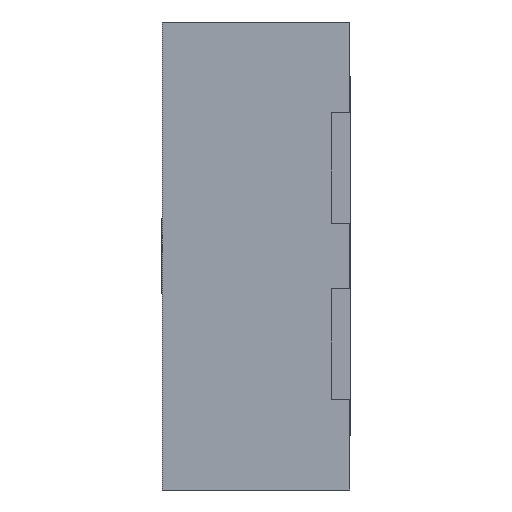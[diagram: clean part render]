
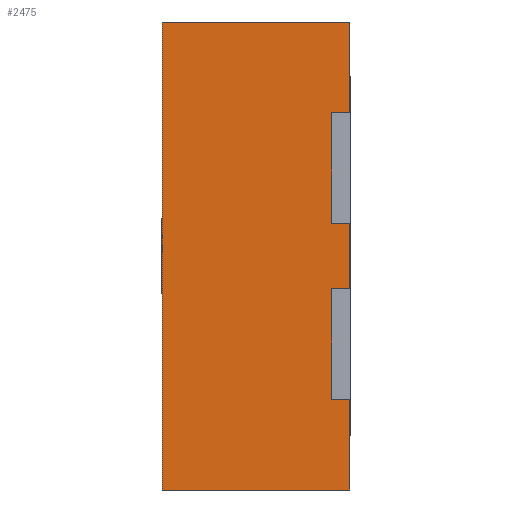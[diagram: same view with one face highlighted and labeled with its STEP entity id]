
A CAD part, left-side view. The second image highlights one B-rep face of the part: STEP entity #2475.
In plain terms, the highlighted planar face has unit normal (-1, 0, 0).
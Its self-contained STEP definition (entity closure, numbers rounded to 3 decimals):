
#38 = VERTEX_POINT ( 'NONE', #2209 ) ;
#91 = VECTOR ( 'NONE', #993, 1000. ) ;
#133 = CARTESIAN_POINT ( 'NONE',  ( 0., 1.2, 0. ) ) ;
#151 = EDGE_CURVE ( 'NONE', #2159, #2522, #168, .T. ) ;
#164 = VERTEX_POINT ( 'NONE', #2320 ) ;
#168 = LINE ( 'NONE', #2066, #2186 ) ;
#205 = VECTOR ( 'NONE', #1111, 1000. ) ;
#276 = ORIENTED_EDGE ( 'NONE', *, *, #2773, .T. ) ;
#291 = EDGE_CURVE ( 'NONE', #987, #2669, #2193, .T. ) ;
#351 = LINE ( 'NONE', #2581, #2811 ) ;
#408 = EDGE_CURVE ( 'NONE', #2159, #1570, #964, .T. ) ;
#542 = ORIENTED_EDGE ( 'NONE', *, *, #291, .F. ) ;
#607 = CARTESIAN_POINT ( 'NONE',  ( 0., 0.115, -0.58 ) ) ;
#609 = ORIENTED_EDGE ( 'NONE', *, *, #2292, .F. ) ;
#614 = VECTOR ( 'NONE', #1718, 1000. ) ;
#660 = CARTESIAN_POINT ( 'NONE',  ( 0., 0.115, -2.42 ) ) ;
#661 = DIRECTION ( 'NONE',  ( 0., 0., 1. ) ) ;
#689 = ORIENTED_EDGE ( 'NONE', *, *, #1772, .T. ) ;
#741 = ORIENTED_EDGE ( 'NONE', *, *, #2132, .F. ) ;
#772 = VECTOR ( 'NONE', #1334, 1000. ) ;
#860 = ORIENTED_EDGE ( 'NONE', *, *, #2532, .F. ) ;
#954 = ORIENTED_EDGE ( 'NONE', *, *, #408, .T. ) ;
#960 = VECTOR ( 'NONE', #2021, 1000. ) ;
#964 = LINE ( 'NONE', #2901, #1833 ) ;
#986 = EDGE_CURVE ( 'NONE', #164, #3032, #351, .T. ) ;
#987 = VERTEX_POINT ( 'NONE', #1311 ) ;
#993 = DIRECTION ( 'NONE',  ( 0., -1., 0. ) ) ;
#1111 = DIRECTION ( 'NONE',  ( 0., -1., 0. ) ) ;
#1133 = CARTESIAN_POINT ( 'NONE',  ( 0., 1.2, 0. ) ) ;
#1142 = CARTESIAN_POINT ( 'NONE',  ( 0., 0., -3. ) ) ;
#1176 = CARTESIAN_POINT ( 'NONE',  ( 0., 0., 0. ) ) ;
#1216 = FACE_OUTER_BOUND ( 'NONE', #3022, .T. ) ;
#1225 = LINE ( 'NONE', #2914, #91 ) ;
#1246 = DIRECTION ( 'NONE',  ( 1., 0., 0. ) ) ;
#1260 = LINE ( 'NONE', #1551, #1731 ) ;
#1290 = LINE ( 'NONE', #1329, #960 ) ;
#1311 = CARTESIAN_POINT ( 'NONE',  ( 0., 1.2, -3. ) ) ;
#1319 = CARTESIAN_POINT ( 'NONE',  ( 0., 0.115, -1.292 ) ) ;
#1328 = ORIENTED_EDGE ( 'NONE', *, *, #986, .T. ) ;
#1329 = CARTESIAN_POINT ( 'NONE',  ( 0., -0.005, -2.42 ) ) ;
#1334 = DIRECTION ( 'NONE',  ( 0., 1., 0. ) ) ;
#1370 = VECTOR ( 'NONE', #2143, 1000. ) ;
#1378 = EDGE_CURVE ( 'NONE', #987, #3097, #1839, .T. ) ;
#1391 = ORIENTED_EDGE ( 'NONE', *, *, #3031, .T. ) ;
#1551 = CARTESIAN_POINT ( 'NONE',  ( 0., 0.115, -2.42 ) ) ;
#1570 = VERTEX_POINT ( 'NONE', #2736 ) ;
#1588 = LINE ( 'NONE', #133, #205 ) ;
#1629 = ORIENTED_EDGE ( 'NONE', *, *, #1378, .T. ) ;
#1636 = VECTOR ( 'NONE', #2534, 1000. ) ;
#1668 = CARTESIAN_POINT ( 'NONE',  ( 0., 0., -2.42 ) ) ;
#1711 = ORIENTED_EDGE ( 'NONE', *, *, #151, .F. ) ;
#1715 = ORIENTED_EDGE ( 'NONE', *, *, #2222, .T. ) ;
#1718 = DIRECTION ( 'NONE',  ( 0., 0., 1. ) ) ;
#1731 = VECTOR ( 'NONE', #1994, 1000. ) ;
#1767 = AXIS2_PLACEMENT_3D ( 'NONE', #2695, #1246, #1973 ) ;
#1772 = EDGE_CURVE ( 'NONE', #1979, #38, #2514, .T. ) ;
#1833 = VECTOR ( 'NONE', #2662, 1000. ) ;
#1839 = LINE ( 'NONE', #3018, #1636 ) ;
#1879 = DIRECTION ( 'NONE',  ( 0., 1., 0. ) ) ;
#1912 = CARTESIAN_POINT ( 'NONE',  ( 0., 1.2, 0. ) ) ;
#1935 = CARTESIAN_POINT ( 'NONE',  ( 0., 0., 0. ) ) ;
#1964 = VERTEX_POINT ( 'NONE', #1668 ) ;
#1973 = DIRECTION ( 'NONE',  ( 0., 0., -1. ) ) ;
#1979 = VERTEX_POINT ( 'NONE', #1319 ) ;
#1994 = DIRECTION ( 'NONE',  ( 0., 0., -1. ) ) ;
#2009 = CARTESIAN_POINT ( 'NONE',  ( 0., 0., -1.708 ) ) ;
#2021 = DIRECTION ( 'NONE',  ( 0., -1., 0. ) ) ;
#2066 = CARTESIAN_POINT ( 'NONE',  ( 0., -0.005, -1.708 ) ) ;
#2097 = DIRECTION ( 'NONE',  ( 0., 0., 1. ) ) ;
#2132 = EDGE_CURVE ( 'NONE', #2522, #2748, #1260, .T. ) ;
#2143 = DIRECTION ( 'NONE',  ( 0., 0., 1. ) ) ;
#2159 = VERTEX_POINT ( 'NONE', #2009 ) ;
#2181 = PLANE ( 'NONE',  #1767 ) ;
#2186 = VECTOR ( 'NONE', #1879, 1000. ) ;
#2193 = LINE ( 'NONE', #1912, #614 ) ;
#2209 = CARTESIAN_POINT ( 'NONE',  ( 0., 0.115, -0.58 ) ) ;
#2222 = EDGE_CURVE ( 'NONE', #1570, #1979, #2262, .T. ) ;
#2262 = LINE ( 'NONE', #2745, #772 ) ;
#2292 = EDGE_CURVE ( 'NONE', #2669, #3032, #1588, .T. ) ;
#2320 = CARTESIAN_POINT ( 'NONE',  ( 0., 0., -0.58 ) ) ;
#2366 = VECTOR ( 'NONE', #2097, 1000. ) ;
#2475 = ADVANCED_FACE ( 'NONE', ( #1216 ), #2181, .F. ) ;
#2514 = LINE ( 'NONE', #607, #2366 ) ;
#2522 = VERTEX_POINT ( 'NONE', #2740 ) ;
#2532 = EDGE_CURVE ( 'NONE', #2748, #1964, #1290, .T. ) ;
#2534 = DIRECTION ( 'NONE',  ( 0., -1., 0. ) ) ;
#2581 = CARTESIAN_POINT ( 'NONE',  ( 0., 0., 0. ) ) ;
#2662 = DIRECTION ( 'NONE',  ( 0., 0., 1. ) ) ;
#2669 = VERTEX_POINT ( 'NONE', #1133 ) ;
#2695 = CARTESIAN_POINT ( 'NONE',  ( 0., 1.2, 0. ) ) ;
#2736 = CARTESIAN_POINT ( 'NONE',  ( 0., 0., -1.292 ) ) ;
#2740 = CARTESIAN_POINT ( 'NONE',  ( 0., 0.115, -1.708 ) ) ;
#2745 = CARTESIAN_POINT ( 'NONE',  ( 0., -0.005, -1.292 ) ) ;
#2748 = VERTEX_POINT ( 'NONE', #660 ) ;
#2773 = EDGE_CURVE ( 'NONE', #38, #164, #1225, .T. ) ;
#2811 = VECTOR ( 'NONE', #661, 1000. ) ;
#2850 = LINE ( 'NONE', #1935, #1370 ) ;
#2901 = CARTESIAN_POINT ( 'NONE',  ( 0., 0., 0. ) ) ;
#2914 = CARTESIAN_POINT ( 'NONE',  ( 0., -0.005, -0.58 ) ) ;
#3018 = CARTESIAN_POINT ( 'NONE',  ( 0., 1.2, -3. ) ) ;
#3022 = EDGE_LOOP ( 'NONE', ( #689, #276, #1328, #609, #542, #1629, #1391, #860, #741, #1711, #954, #1715 ) ) ;
#3031 = EDGE_CURVE ( 'NONE', #3097, #1964, #2850, .T. ) ;
#3032 = VERTEX_POINT ( 'NONE', #1176 ) ;
#3097 = VERTEX_POINT ( 'NONE', #1142 ) ;
